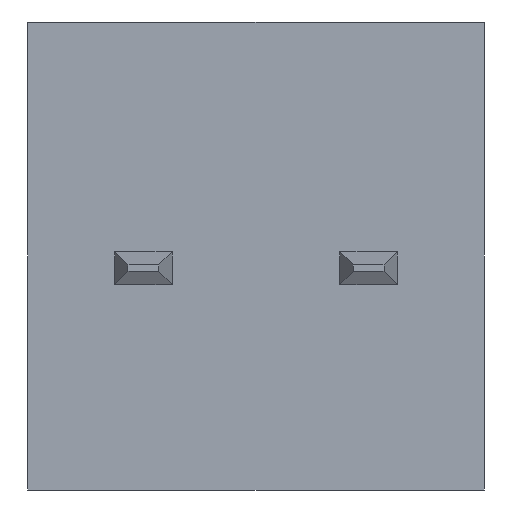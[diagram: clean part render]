
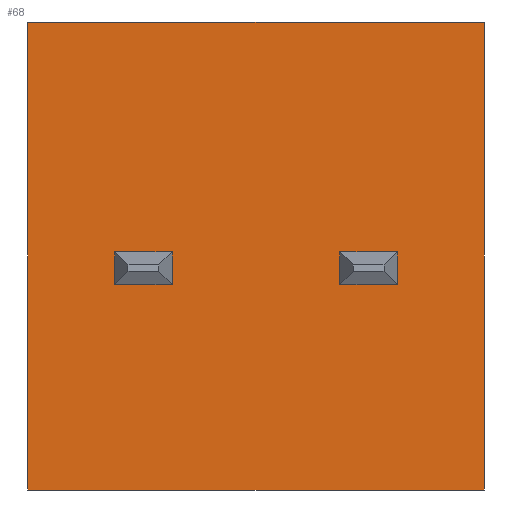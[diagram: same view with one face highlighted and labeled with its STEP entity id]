
A CAD part, front view. The second image highlights one B-rep face of the part: STEP entity #68.
In plain terms, the highlighted planar face has unit normal (0, -1, 0).
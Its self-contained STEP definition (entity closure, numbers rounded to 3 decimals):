
#68=ADVANCED_FACE('',(#156,#157,#158),#159,.T.);
#156=FACE_OUTER_BOUND('',#312,.T.);
#157=FACE_BOUND('',#313,.T.);
#158=FACE_BOUND('',#314,.T.);
#159=PLANE('',#315);
#312=EDGE_LOOP('',(#531,#532,#533,#534));
#313=EDGE_LOOP('',(#535,#536,#537,#538));
#314=EDGE_LOOP('',(#539,#540,#541,#542));
#315=AXIS2_PLACEMENT_3D('',#543,#544,#545);
#531=ORIENTED_EDGE('',*,*,#1058,.T.);
#532=ORIENTED_EDGE('',*,*,#1059,.F.);
#533=ORIENTED_EDGE('',*,*,#1060,.F.);
#534=ORIENTED_EDGE('',*,*,#1057,.T.);
#535=ORIENTED_EDGE('',*,*,#1061,.T.);
#536=ORIENTED_EDGE('',*,*,#1062,.T.);
#537=ORIENTED_EDGE('',*,*,#1063,.F.);
#538=ORIENTED_EDGE('',*,*,#1064,.F.);
#539=ORIENTED_EDGE('',*,*,#1065,.T.);
#540=ORIENTED_EDGE('',*,*,#1066,.T.);
#541=ORIENTED_EDGE('',*,*,#1067,.F.);
#542=ORIENTED_EDGE('',*,*,#1068,.F.);
#543=CARTESIAN_POINT('',(-3.556,0.0,3.645));
#544=DIRECTION('',(0.0,-1.0,0.0));
#545=DIRECTION('',(0.0,0.0,-1.0));
#1057=EDGE_CURVE('',#1267,#1279,#1281,.T.);
#1058=EDGE_CURVE('',#1279,#1282,#1283,.T.);
#1059=EDGE_CURVE('',#1284,#1282,#1285,.T.);
#1060=EDGE_CURVE('',#1267,#1284,#1286,.T.);
#1061=EDGE_CURVE('',#1287,#1288,#1289,.T.);
#1062=EDGE_CURVE('',#1288,#1290,#1291,.T.);
#1063=EDGE_CURVE('',#1292,#1290,#1293,.T.);
#1064=EDGE_CURVE('',#1287,#1292,#1294,.T.);
#1065=EDGE_CURVE('',#1295,#1296,#1297,.T.);
#1066=EDGE_CURVE('',#1296,#1298,#1299,.T.);
#1067=EDGE_CURVE('',#1300,#1298,#1301,.T.);
#1068=EDGE_CURVE('',#1295,#1300,#1302,.T.);
#1267=VERTEX_POINT('',#1559);
#1279=VERTEX_POINT('',#1577);
#1281=LINE('',#1580,#1581);
#1282=VERTEX_POINT('',#1582);
#1283=LINE('',#1583,#1584);
#1284=VERTEX_POINT('',#1585);
#1285=LINE('',#1586,#1587);
#1286=LINE('',#1588,#1589);
#1287=VERTEX_POINT('',#1590);
#1288=VERTEX_POINT('',#1591);
#1289=LINE('',#1592,#1593);
#1290=VERTEX_POINT('',#1594);
#1291=LINE('',#1595,#1596);
#1292=VERTEX_POINT('',#1597);
#1293=LINE('',#1598,#1599);
#1294=LINE('',#1600,#1601);
#1295=VERTEX_POINT('',#1602);
#1296=VERTEX_POINT('',#1603);
#1297=LINE('',#1604,#1605);
#1298=VERTEX_POINT('',#1606);
#1299=LINE('',#1607,#1608);
#1300=VERTEX_POINT('',#1609);
#1301=LINE('',#1610,#1611);
#1302=LINE('',#1612,#1613);
#1559=CARTESIAN_POINT('',(-3.556,0.0,3.645));
#1577=CARTESIAN_POINT('',(-3.556,0.0,-3.645));
#1580=CARTESIAN_POINT('',(-3.556,0.0,3.645));
#1581=VECTOR('',#1959,7.29);
#1582=CARTESIAN_POINT('',(3.556,0.0,-3.645));
#1583=CARTESIAN_POINT('',(-3.556,0.0,-3.645));
#1584=VECTOR('',#1960,7.112);
#1585=CARTESIAN_POINT('',(3.556,0.0,3.645));
#1586=CARTESIAN_POINT('',(3.556,0.0,3.645));
#1587=VECTOR('',#1961,7.29);
#1588=CARTESIAN_POINT('',(-3.556,0.0,3.645));
#1589=VECTOR('',#1962,7.112);
#1590=CARTESIAN_POINT('',(1.308,0.0,0.064));
#1591=CARTESIAN_POINT('',(2.197,0.0,0.064));
#1592=CARTESIAN_POINT('',(1.308,0.0,0.064));
#1593=VECTOR('',#1963,0.889);
#1594=CARTESIAN_POINT('',(2.197,0.0,-0.445));
#1595=CARTESIAN_POINT('',(2.197,0.0,0.064));
#1596=VECTOR('',#1964,0.508);
#1597=CARTESIAN_POINT('',(1.308,0.0,-0.445));
#1598=CARTESIAN_POINT('',(1.308,0.0,-0.445));
#1599=VECTOR('',#1965,0.889);
#1600=CARTESIAN_POINT('',(1.308,0.0,0.064));
#1601=VECTOR('',#1966,0.508);
#1602=CARTESIAN_POINT('',(-2.197,0.0,0.064));
#1603=CARTESIAN_POINT('',(-1.308,0.0,0.064));
#1604=CARTESIAN_POINT('',(-2.197,0.0,0.064));
#1605=VECTOR('',#1967,0.889);
#1606=CARTESIAN_POINT('',(-1.308,0.0,-0.445));
#1607=CARTESIAN_POINT('',(-1.308,0.0,0.064));
#1608=VECTOR('',#1968,0.508);
#1609=CARTESIAN_POINT('',(-2.197,0.0,-0.445));
#1610=CARTESIAN_POINT('',(-2.197,0.0,-0.445));
#1611=VECTOR('',#1969,0.889);
#1612=CARTESIAN_POINT('',(-2.197,0.0,0.064));
#1613=VECTOR('',#1970,0.508);
#1959=DIRECTION('',(0.0,0.0,-1.0));
#1960=DIRECTION('',(1.0,0.0,0.0));
#1961=DIRECTION('',(0.0,0.0,-1.0));
#1962=DIRECTION('',(1.0,0.0,0.0));
#1963=DIRECTION('',(1.0,0.0,0.0));
#1964=DIRECTION('',(0.0,0.0,-1.0));
#1965=DIRECTION('',(1.0,0.0,0.0));
#1966=DIRECTION('',(0.0,0.0,-1.0));
#1967=DIRECTION('',(1.0,0.0,0.0));
#1968=DIRECTION('',(0.0,0.0,-1.0));
#1969=DIRECTION('',(1.0,0.0,0.0));
#1970=DIRECTION('',(0.0,0.0,-1.0));
